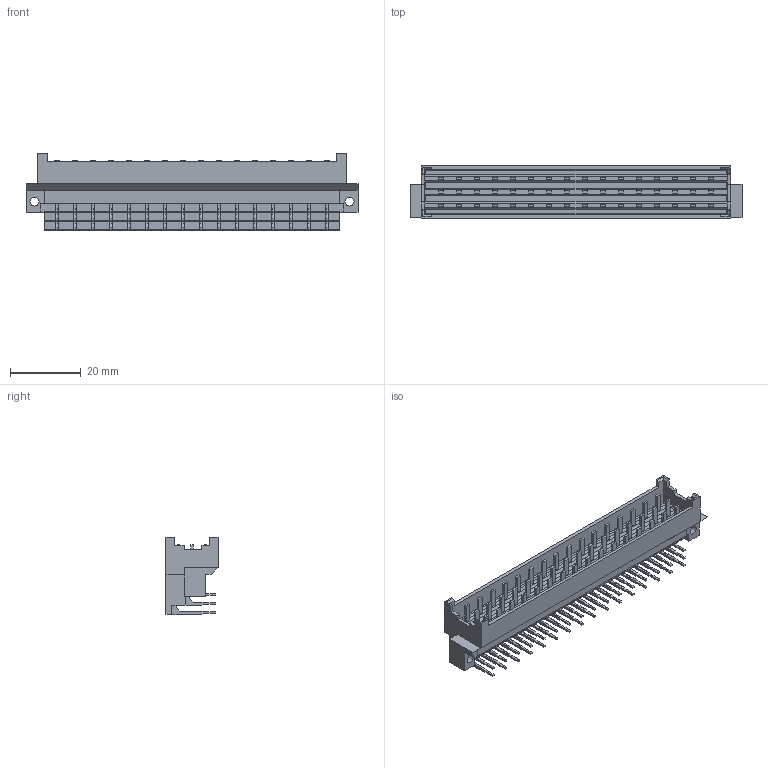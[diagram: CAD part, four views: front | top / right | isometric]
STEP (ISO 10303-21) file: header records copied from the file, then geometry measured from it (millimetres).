
FILE_DESCRIPTION(('STEP AP214'),'1');
FILE_NAME('2-164045-8.stp','2016-10-22T16:09:42',('TraceParts'),('TraceParts S.A.'),'Spatial InterOp 3D',' ',' ');
FILE_SCHEMA(('automotive_design'));
Length unit declared in the file: millimetre
Products named in the file (1): C-2-164045-8
Bounding box: 93.7 x 14.7 x 21.95 mm (x, y, z)
Volume: 11914.5 mm3; surface area: 10277.4 mm2
Topology: 1 solids, 1 shells, 1206 faces, 3332 edges, 2217 vertices
Faces by surface type: plane 1138, cylinder 68
Entity records: 37751 total; most frequent: CARTESIAN_POINT 6756, ORIENTED_EDGE 6664, DIRECTION 5882, EDGE_CURVE 3332, LINE 3196, VECTOR 3196, VERTEX_POINT 2217, AXIS2_PLACEMENT_3D 1343
